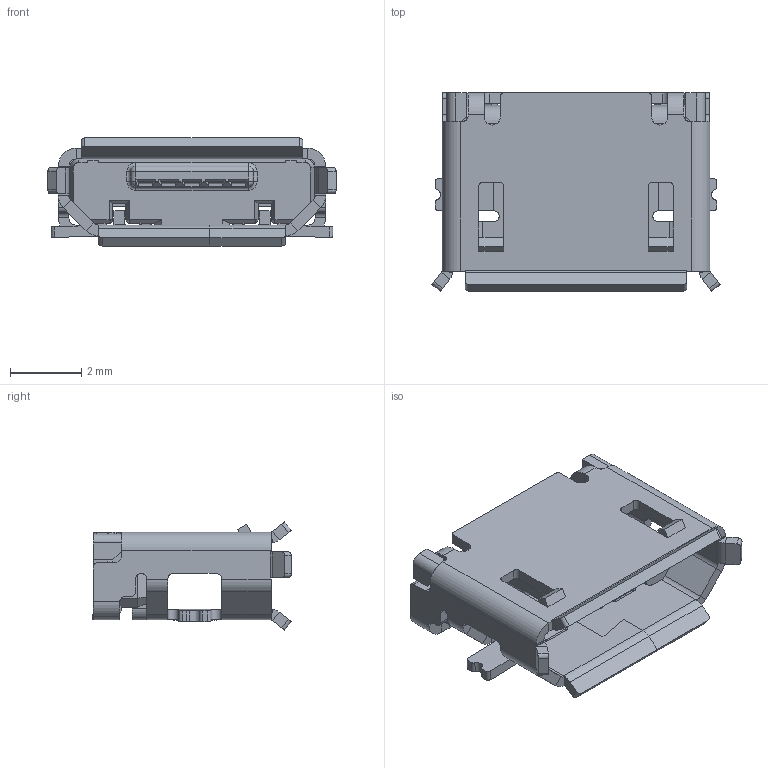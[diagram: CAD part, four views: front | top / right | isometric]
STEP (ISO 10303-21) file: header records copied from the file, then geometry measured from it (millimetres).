
FILE_DESCRIPTION((''),'2;1');
FILE_NAME('10104110','2019-09-03T',('KumarP'),('AFCI'),'CREO PARAMETRIC BY PTC INC, 2016130','CREO PARAMETRIC BY PTC INC, 2016130','');
FILE_SCHEMA(('CONFIG_CONTROL_DESIGN'));
Length unit declared in the file: millimetre
Products named in the file (1): 10104110
Bounding box: 8.08 x 5.56 x 3.03 mm (x, y, z)
Volume: 42.9 mm3; surface area: 276.7 mm2
Topology: 1 solids, 6 shells, 871 faces, 2281 edges, 1410 vertices
Faces by surface type: plane 622, cylinder 213, sphere 20, cone 12, torus 4
Entity records: 26439 total; most frequent: CARTESIAN_POINT 4854, ORIENTED_EDGE 4554, DIRECTION 4409, EDGE_CURVE 2277, VECTOR 1739, LINE 1739, VERTEX_POINT 1410, AXIS2_PLACEMENT_3D 1335
